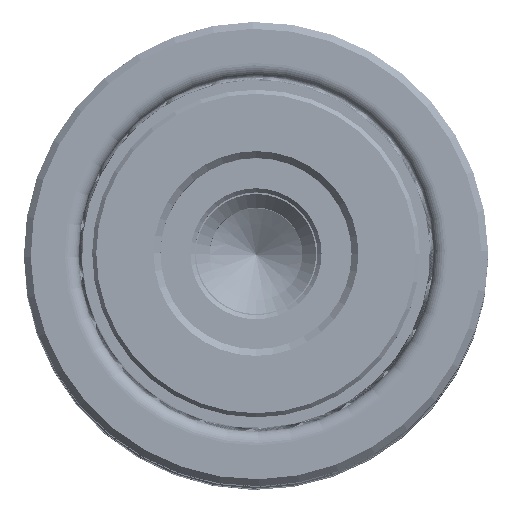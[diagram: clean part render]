
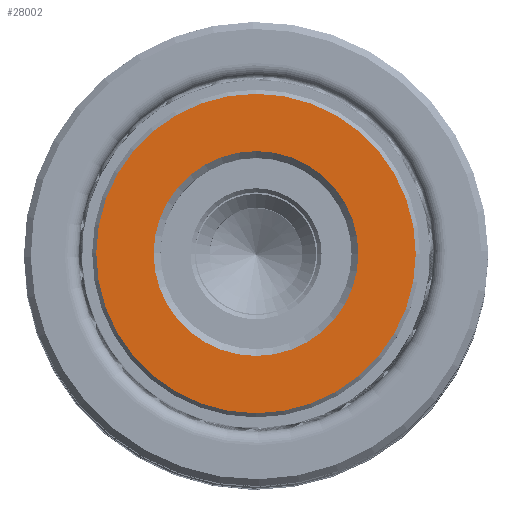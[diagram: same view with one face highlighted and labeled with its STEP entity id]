
A CAD part, top view. The second image highlights one B-rep face of the part: STEP entity #28002.
In plain terms, the highlighted face is planar.
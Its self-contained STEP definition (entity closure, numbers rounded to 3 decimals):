
#740 = DIRECTION ( 'NONE',  ( 0., 0., 1. ) ) ;
#770 = EDGE_LOOP ( 'NONE', ( #26984, #3752 ) ) ;
#1884 = CARTESIAN_POINT ( 'NONE',  ( -7.5, 0., 0. ) ) ;
#3752 = ORIENTED_EDGE ( 'NONE', *, *, #10131, .T. ) ;
#3776 = AXIS2_PLACEMENT_3D ( 'NONE', #8815, #31603, #12078 ) ;
#4126 = DIRECTION ( 'NONE',  ( 0., 0., 1. ) ) ;
#6045 = EDGE_LOOP ( 'NONE', ( #41683, #32709 ) ) ;
#6651 = CARTESIAN_POINT ( 'NONE',  ( 11.7, 0., 0. ) ) ;
#7112 = PLANE ( 'NONE',  #31343 ) ;
#7183 = VERTEX_POINT ( 'NONE', #1884 ) ;
#7234 = EDGE_CURVE ( 'NONE', #7183, #27784, #15143, .T. ) ;
#8815 = CARTESIAN_POINT ( 'NONE',  ( 0., 0., 0. ) ) ;
#9786 = CIRCLE ( 'NONE', #3776, 11.7 ) ;
#10131 = EDGE_CURVE ( 'NONE', #27784, #7183, #25259, .T. ) ;
#10176 = DIRECTION ( 'NONE',  ( 0., 0., -1. ) ) ;
#10357 = CIRCLE ( 'NONE', #22541, 11.7 ) ;
#10388 = DIRECTION ( 'NONE',  ( 0., 0., 1. ) ) ;
#10753 = AXIS2_PLACEMENT_3D ( 'NONE', #23681, #4126, #26953 ) ;
#12078 = DIRECTION ( 'NONE',  ( 1., 0., 0. ) ) ;
#12878 = VERTEX_POINT ( 'NONE', #37909 ) ;
#14864 = VERTEX_POINT ( 'NONE', #6651 ) ;
#15143 = CIRCLE ( 'NONE', #41651, 7.5 ) ;
#20268 = CARTESIAN_POINT ( 'NONE',  ( 0., 0., 0. ) ) ;
#22541 = AXIS2_PLACEMENT_3D ( 'NONE', #29692, #10176, #32958 ) ;
#23551 = DIRECTION ( 'NONE',  ( 1., 0., 0. ) ) ;
#23681 = CARTESIAN_POINT ( 'NONE',  ( 0., 0., 0. ) ) ;
#25259 = CIRCLE ( 'NONE', #10753, 7.5 ) ;
#25575 = FACE_OUTER_BOUND ( 'NONE', #6045, .T. ) ;
#26953 = DIRECTION ( 'NONE',  ( 1., 0., 0. ) ) ;
#26984 = ORIENTED_EDGE ( 'NONE', *, *, #7234, .T. ) ;
#27192 = EDGE_CURVE ( 'NONE', #12878, #14864, #9786, .T. ) ;
#27784 = VERTEX_POINT ( 'NONE', #30579 ) ;
#28002 = ADVANCED_FACE ( 'NONE', ( #25575, #34205 ), #7112, .F. ) ;
#29692 = CARTESIAN_POINT ( 'NONE',  ( 0., 0., 0. ) ) ;
#30579 = CARTESIAN_POINT ( 'NONE',  ( 7.5, 0., 0. ) ) ;
#31343 = AXIS2_PLACEMENT_3D ( 'NONE', #32897, #10388, #33167 ) ;
#31603 = DIRECTION ( 'NONE',  ( 0., 0., -1. ) ) ;
#32709 = ORIENTED_EDGE ( 'NONE', *, *, #27192, .T. ) ;
#32897 = CARTESIAN_POINT ( 'NONE',  ( 0., 0., 0. ) ) ;
#32958 = DIRECTION ( 'NONE',  ( 1., 0., 0. ) ) ;
#33167 = DIRECTION ( 'NONE',  ( 1., 0., 0. ) ) ;
#34205 = FACE_BOUND ( 'NONE', #770, .T. ) ;
#37909 = CARTESIAN_POINT ( 'NONE',  ( -11.7, 0., 0. ) ) ;
#38167 = EDGE_CURVE ( 'NONE', #14864, #12878, #10357, .T. ) ;
#41651 = AXIS2_PLACEMENT_3D ( 'NONE', #20268, #740, #23551 ) ;
#41683 = ORIENTED_EDGE ( 'NONE', *, *, #38167, .T. ) ;
